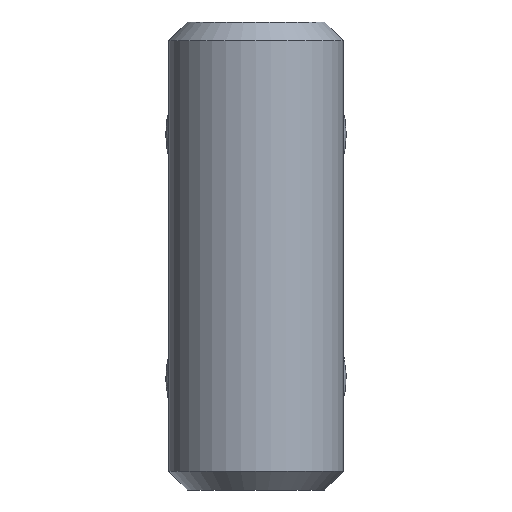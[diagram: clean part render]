
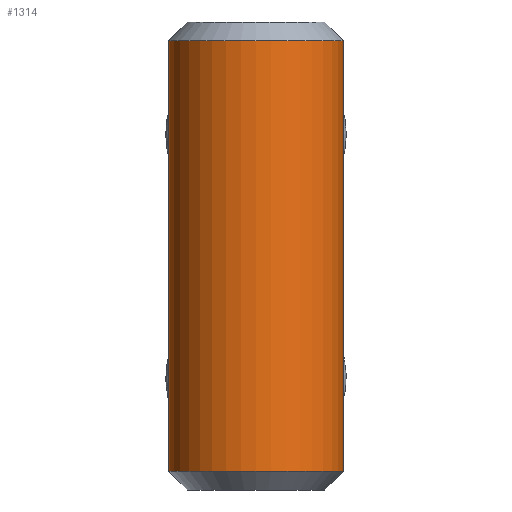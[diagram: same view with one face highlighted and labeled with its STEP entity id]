
A CAD part, front view. The second image highlights one B-rep face of the part: STEP entity #1314.
In plain terms, the highlighted cylindrical face has radius 2.375 mm (diameter 4.75 mm), a partial arc.
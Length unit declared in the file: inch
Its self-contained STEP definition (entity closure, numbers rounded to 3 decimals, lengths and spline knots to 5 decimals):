
#190 = FACE_OUTER_BOUND ( 'NONE', #3016, .T. ) ;
#357 = LINE ( 'NONE', #676, #3722 ) ;
#361 = DIRECTION ( 'NONE',  ( -1., 0., 0. ) ) ;
#676 = CARTESIAN_POINT ( 'NONE',  ( 0.0935, 0., 0. ) ) ;
#701 = CARTESIAN_POINT ( 'NONE',  ( 0., 0., -0.23 ) ) ;
#734 = CYLINDRICAL_SURFACE ( 'NONE', #1924, 0.0935 ) ;
#843 = VERTEX_POINT ( 'NONE', #2543 ) ;
#849 = CIRCLE ( 'NONE', #2934, 0.0935 ) ;
#908 = EDGE_CURVE ( 'NONE', #1293, #843, #2181, .T. ) ;
#910 = ORIENTED_EDGE ( 'NONE', *, *, #1474, .F. ) ;
#919 = DIRECTION ( 'NONE',  ( 0., 0., -1. ) ) ;
#969 = VECTOR ( 'NONE', #919, 39.37008 ) ;
#978 = CARTESIAN_POINT ( 'NONE',  ( 0., 0., 0.23 ) ) ;
#1083 = CARTESIAN_POINT ( 'NONE',  ( 0., 0., 0. ) ) ;
#1164 = EDGE_CURVE ( 'NONE', #2446, #1522, #849, .T. ) ;
#1276 = DIRECTION ( 'NONE',  ( -1., 0., 0. ) ) ;
#1293 = VERTEX_POINT ( 'NONE', #3437 ) ;
#1314 = ADVANCED_FACE ( 'NONE', ( #190 ), #734, .T. ) ;
#1474 = EDGE_CURVE ( 'NONE', #2446, #1293, #357, .T. ) ;
#1522 = VERTEX_POINT ( 'NONE', #2797 ) ;
#1575 = LINE ( 'NONE', #3678, #969 ) ;
#1577 = DIRECTION ( 'NONE',  ( 0., 0., -1. ) ) ;
#1780 = ORIENTED_EDGE ( 'NONE', *, *, #2007, .T. ) ;
#1825 = DIRECTION ( 'NONE',  ( 0., 0., -1. ) ) ;
#1899 = ORIENTED_EDGE ( 'NONE', *, *, #908, .F. ) ;
#1920 = DIRECTION ( 'NONE',  ( 0., 0., -1. ) ) ;
#1924 = AXIS2_PLACEMENT_3D ( 'NONE', #1083, #1920, #3141 ) ;
#2007 = EDGE_CURVE ( 'NONE', #1522, #843, #1575, .T. ) ;
#2176 = ORIENTED_EDGE ( 'NONE', *, *, #1164, .T. ) ;
#2181 = CIRCLE ( 'NONE', #2872, 0.0935 ) ;
#2378 = CARTESIAN_POINT ( 'NONE',  ( 0.0935, 0., 0.23 ) ) ;
#2446 = VERTEX_POINT ( 'NONE', #2378 ) ;
#2543 = CARTESIAN_POINT ( 'NONE',  ( -0.0935, 0., -0.23 ) ) ;
#2761 = DIRECTION ( 'NONE',  ( 0., 0., -1. ) ) ;
#2797 = CARTESIAN_POINT ( 'NONE',  ( -0.0935, 0., 0.23 ) ) ;
#2872 = AXIS2_PLACEMENT_3D ( 'NONE', #701, #1577, #1276 ) ;
#2934 = AXIS2_PLACEMENT_3D ( 'NONE', #978, #2761, #361 ) ;
#3016 = EDGE_LOOP ( 'NONE', ( #910, #2176, #1780, #1899 ) ) ;
#3141 = DIRECTION ( 'NONE',  ( -1., 0., 0. ) ) ;
#3437 = CARTESIAN_POINT ( 'NONE',  ( 0.0935, 0., -0.23 ) ) ;
#3678 = CARTESIAN_POINT ( 'NONE',  ( -0.0935, 0., 0. ) ) ;
#3722 = VECTOR ( 'NONE', #1825, 39.37008 ) ;
